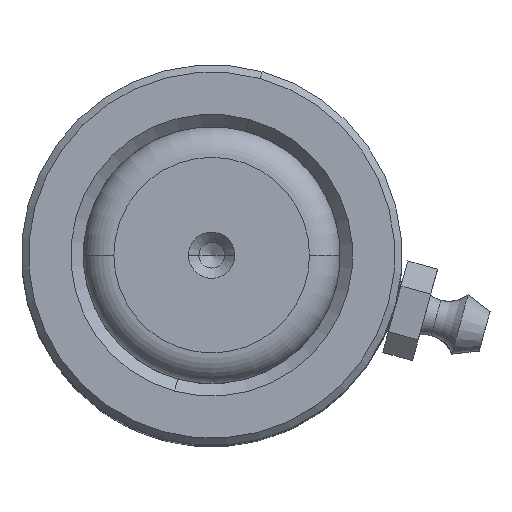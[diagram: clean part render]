
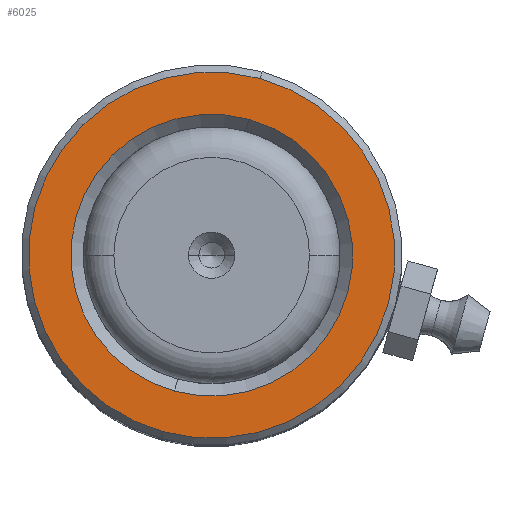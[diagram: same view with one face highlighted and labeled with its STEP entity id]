
A CAD part, top view. The second image highlights one B-rep face of the part: STEP entity #6025.
In plain terms, the highlighted planar face has unit normal (0, 0, 1).
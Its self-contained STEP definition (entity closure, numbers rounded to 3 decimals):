
#7 = CIRCLE ( 'NONE', #6864, 13.7 ) ;
#425 = DIRECTION ( 'NONE',  ( 0., 0., -1. ) ) ;
#564 = DIRECTION ( 'NONE',  ( 1., 0., 0. ) ) ;
#621 = EDGE_LOOP ( 'NONE', ( #2454, #626 ) ) ;
#626 = ORIENTED_EDGE ( 'NONE', *, *, #928, .T. ) ;
#730 = AXIS2_PLACEMENT_3D ( 'NONE', #965, #8571, #866 ) ;
#866 = DIRECTION ( 'NONE',  ( 1., 0., 0. ) ) ;
#915 = CARTESIAN_POINT ( 'NONE',  ( 0., 0., 80. ) ) ;
#928 = EDGE_CURVE ( 'NONE', #7160, #7878, #7, .T. ) ;
#929 = VERTEX_POINT ( 'NONE', #3796 ) ;
#965 = CARTESIAN_POINT ( 'NONE',  ( 0., 0., 80. ) ) ;
#1107 = PLANE ( 'NONE',  #5263 ) ;
#2376 = ORIENTED_EDGE ( 'NONE', *, *, #6954, .T. ) ;
#2430 = CARTESIAN_POINT ( 'NONE',  ( 0., 0., 80. ) ) ;
#2454 = ORIENTED_EDGE ( 'NONE', *, *, #2822, .T. ) ;
#2467 = CARTESIAN_POINT ( 'NONE',  ( 0., 0., 80. ) ) ;
#2498 = DIRECTION ( 'NONE',  ( 1., 0., 0. ) ) ;
#2559 = CIRCLE ( 'NONE', #8143, 13.7 ) ;
#2822 = EDGE_CURVE ( 'NONE', #7878, #7160, #2559, .T. ) ;
#3643 = CIRCLE ( 'NONE', #730, 17.8 ) ;
#3795 = DIRECTION ( 'NONE',  ( 0., 0., 1. ) ) ;
#3796 = CARTESIAN_POINT ( 'NONE',  ( -17.8, 0., 80. ) ) ;
#3900 = VERTEX_POINT ( 'NONE', #8531 ) ;
#4304 = DIRECTION ( 'NONE',  ( 0., 0., -1. ) ) ;
#4799 = CARTESIAN_POINT ( 'NONE',  ( 0., 0., 80. ) ) ;
#5162 = FACE_BOUND ( 'NONE', #621, .T. ) ;
#5263 = AXIS2_PLACEMENT_3D ( 'NONE', #2430, #3795, #7277 ) ;
#5375 = FACE_OUTER_BOUND ( 'NONE', #8516, .T. ) ;
#5731 = DIRECTION ( 'NONE',  ( 1., 0., 0. ) ) ;
#6025 = ADVANCED_FACE ( 'NONE', ( #5375, #5162 ), #1107, .T. ) ;
#6067 = DIRECTION ( 'NONE',  ( 0., 0., 1. ) ) ;
#6290 = ORIENTED_EDGE ( 'NONE', *, *, #8044, .T. ) ;
#6341 = AXIS2_PLACEMENT_3D ( 'NONE', #4799, #6067, #564 ) ;
#6864 = AXIS2_PLACEMENT_3D ( 'NONE', #2467, #425, #2498 ) ;
#6954 = EDGE_CURVE ( 'NONE', #3900, #929, #3643, .T. ) ;
#7160 = VERTEX_POINT ( 'NONE', #7915 ) ;
#7277 = DIRECTION ( 'NONE',  ( 1., 0., 0. ) ) ;
#7878 = VERTEX_POINT ( 'NONE', #8084 ) ;
#7915 = CARTESIAN_POINT ( 'NONE',  ( -13.7, 0., 80. ) ) ;
#7924 = CIRCLE ( 'NONE', #6341, 17.8 ) ;
#8044 = EDGE_CURVE ( 'NONE', #929, #3900, #7924, .T. ) ;
#8084 = CARTESIAN_POINT ( 'NONE',  ( 13.7, 0., 80. ) ) ;
#8143 = AXIS2_PLACEMENT_3D ( 'NONE', #915, #4304, #5731 ) ;
#8516 = EDGE_LOOP ( 'NONE', ( #6290, #2376 ) ) ;
#8531 = CARTESIAN_POINT ( 'NONE',  ( 17.8, 0., 80. ) ) ;
#8571 = DIRECTION ( 'NONE',  ( 0., 0., 1. ) ) ;
